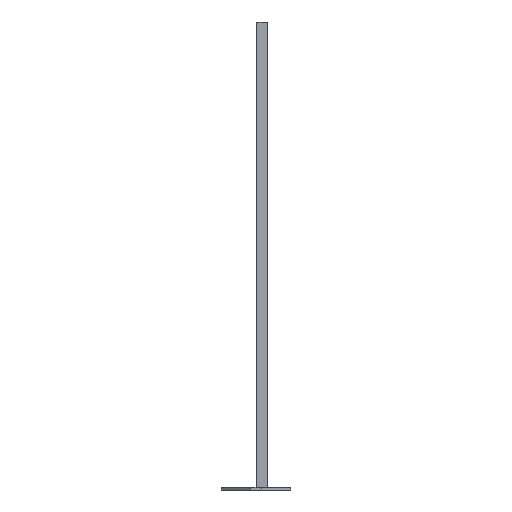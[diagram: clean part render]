
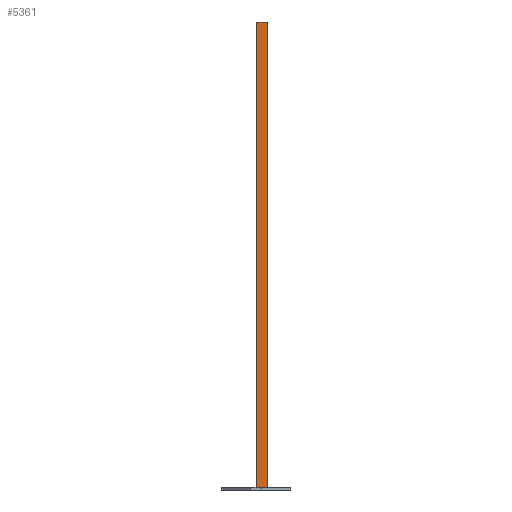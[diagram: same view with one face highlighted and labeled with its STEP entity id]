
A CAD part, left-side view. The second image highlights one B-rep face of the part: STEP entity #5361.
In plain terms, the highlighted face is planar.
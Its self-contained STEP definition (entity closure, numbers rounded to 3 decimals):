
#18 = EDGE_CURVE ( 'NONE', #4001, #2014, #3107, .T. ) ;
#101 = CARTESIAN_POINT ( 'NONE',  ( 20.5, 0., 900. ) ) ;
#130 = CARTESIAN_POINT ( 'NONE',  ( 20.5, 4.5, 900. ) ) ;
#145 = ORIENTED_EDGE ( 'NONE', *, *, #18, .T. ) ;
#155 = CARTESIAN_POINT ( 'NONE',  ( 20.5, 21., 900. ) ) ;
#206 = ORIENTED_EDGE ( 'NONE', *, *, #3586, .T. ) ;
#362 = ORIENTED_EDGE ( 'NONE', *, *, #5188, .T. ) ;
#374 = ORIENTED_EDGE ( 'NONE', *, *, #5469, .T. ) ;
#388 = DIRECTION ( 'NONE',  ( 0., -1., 0. ) ) ;
#407 = LINE ( 'NONE', #1001, #534 ) ;
#469 = VECTOR ( 'NONE', #388, 1000. ) ;
#534 = VECTOR ( 'NONE', #3992, 1000. ) ;
#740 = LINE ( 'NONE', #2571, #469 ) ;
#801 = CARTESIAN_POINT ( 'NONE',  ( 20.5, 4.5, 0. ) ) ;
#883 = CARTESIAN_POINT ( 'NONE',  ( 20.5, 4.5, 0. ) ) ;
#904 = DIRECTION ( 'NONE',  ( 0., 0., 1. ) ) ;
#1001 = CARTESIAN_POINT ( 'NONE',  ( 20.5, 21., 0. ) ) ;
#1029 = ORIENTED_EDGE ( 'NONE', *, *, #2151, .F. ) ;
#1228 = AXIS2_PLACEMENT_3D ( 'NONE', #3845, #1282, #904 ) ;
#1244 = CARTESIAN_POINT ( 'NONE',  ( 20.5, 21., 0. ) ) ;
#1282 = DIRECTION ( 'NONE',  ( -1., 0., 0. ) ) ;
#1301 = LINE ( 'NONE', #801, #1369 ) ;
#1341 = VERTEX_POINT ( 'NONE', #155 ) ;
#1369 = VECTOR ( 'NONE', #3018, 1000. ) ;
#1421 = FACE_OUTER_BOUND ( 'NONE', #2428, .T. ) ;
#1644 = LINE ( 'NONE', #1711, #4446 ) ;
#1663 = VERTEX_POINT ( 'NONE', #3956 ) ;
#1684 = DIRECTION ( 'NONE',  ( 0., 1., 0. ) ) ;
#1711 = CARTESIAN_POINT ( 'NONE',  ( 20.5, 4.5, 900. ) ) ;
#1744 = DIRECTION ( 'NONE',  ( 0., 1., 0. ) ) ;
#1770 = VERTEX_POINT ( 'NONE', #4933 ) ;
#1979 = VECTOR ( 'NONE', #2712, 1000. ) ;
#2014 = VERTEX_POINT ( 'NONE', #3277 ) ;
#2151 = EDGE_CURVE ( 'NONE', #5054, #2014, #4530, .T. ) ;
#2406 = VECTOR ( 'NONE', #4727, 1000. ) ;
#2428 = EDGE_LOOP ( 'NONE', ( #206, #374, #5259, #5345, #3936, #362, #145, #1029 ) ) ;
#2571 = CARTESIAN_POINT ( 'NONE',  ( 20.5, 0., 900. ) ) ;
#2651 = LINE ( 'NONE', #2965, #4182 ) ;
#2712 = DIRECTION ( 'NONE',  ( 0., 0., -1. ) ) ;
#2917 = VECTOR ( 'NONE', #3282, 1000. ) ;
#2965 = CARTESIAN_POINT ( 'NONE',  ( 20.5, 4.5, 900. ) ) ;
#3018 = DIRECTION ( 'NONE',  ( 0., 1., 0. ) ) ;
#3107 = LINE ( 'NONE', #101, #1979 ) ;
#3277 = CARTESIAN_POINT ( 'NONE',  ( 20.5, 0., 0. ) ) ;
#3282 = DIRECTION ( 'NONE',  ( 0., 0., -1. ) ) ;
#3423 = PLANE ( 'NONE',  #1228 ) ;
#3586 = EDGE_CURVE ( 'NONE', #5054, #1663, #1301, .T. ) ;
#3594 = CARTESIAN_POINT ( 'NONE',  ( 20.5, 4.5, 0. ) ) ;
#3603 = EDGE_CURVE ( 'NONE', #5430, #1770, #1644, .T. ) ;
#3845 = CARTESIAN_POINT ( 'NONE',  ( 20.5, 4.5, 900. ) ) ;
#3898 = EDGE_CURVE ( 'NONE', #1770, #1341, #2651, .T. ) ;
#3936 = ORIENTED_EDGE ( 'NONE', *, *, #3603, .F. ) ;
#3956 = CARTESIAN_POINT ( 'NONE',  ( 20.5, 18.5, 0. ) ) ;
#3992 = DIRECTION ( 'NONE',  ( 0., 1., 0. ) ) ;
#4001 = VERTEX_POINT ( 'NONE', #5533 ) ;
#4182 = VECTOR ( 'NONE', #1684, 1000. ) ;
#4446 = VECTOR ( 'NONE', #1744, 1000. ) ;
#4530 = LINE ( 'NONE', #883, #2406 ) ;
#4677 = EDGE_CURVE ( 'NONE', #1341, #5209, #5153, .T. ) ;
#4727 = DIRECTION ( 'NONE',  ( 0., -1., 0. ) ) ;
#4933 = CARTESIAN_POINT ( 'NONE',  ( 20.5, 18.5, 900. ) ) ;
#5054 = VERTEX_POINT ( 'NONE', #3594 ) ;
#5153 = LINE ( 'NONE', #5384, #2917 ) ;
#5188 = EDGE_CURVE ( 'NONE', #5430, #4001, #740, .T. ) ;
#5209 = VERTEX_POINT ( 'NONE', #1244 ) ;
#5259 = ORIENTED_EDGE ( 'NONE', *, *, #4677, .F. ) ;
#5345 = ORIENTED_EDGE ( 'NONE', *, *, #3898, .F. ) ;
#5361 = ADVANCED_FACE ( 'NONE', ( #1421 ), #3423, .F. ) ;
#5384 = CARTESIAN_POINT ( 'NONE',  ( 20.5, 21., 900. ) ) ;
#5430 = VERTEX_POINT ( 'NONE', #130 ) ;
#5469 = EDGE_CURVE ( 'NONE', #1663, #5209, #407, .T. ) ;
#5533 = CARTESIAN_POINT ( 'NONE',  ( 20.5, 0., 900. ) ) ;
